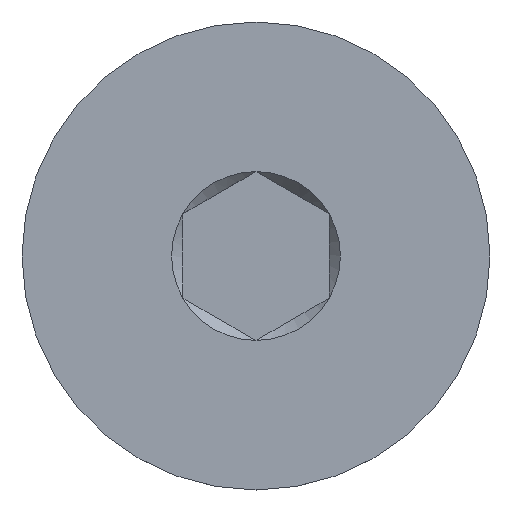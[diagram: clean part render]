
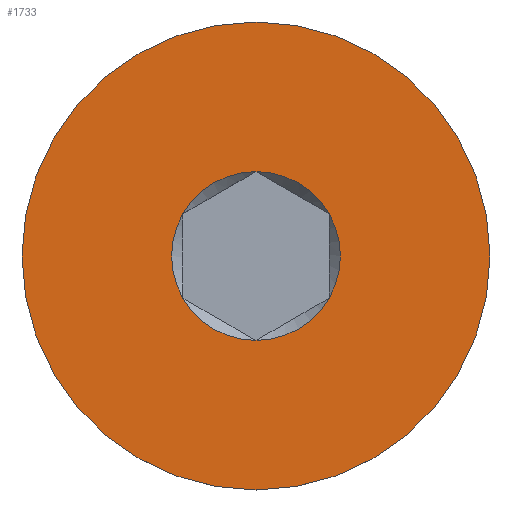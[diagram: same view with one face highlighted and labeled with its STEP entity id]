
A CAD part, top view. The second image highlights one B-rep face of the part: STEP entity #1733.
In plain terms, the highlighted planar face has unit normal (0, 0, 1).
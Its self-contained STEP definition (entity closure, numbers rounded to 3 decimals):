
#17=FACE_BOUND('',#294,.T.);
#18=PLANE('',#1863);
#197=FACE_OUTER_BOUND('',#293,.T.);
#293=EDGE_LOOP('',(#1363,#1364));
#294=EDGE_LOOP('',(#1365,#1366,#1367,#1368,#1369,#1370));
#319=CIRCLE('',#1854,2.887);
#320=CIRCLE('',#1856,8.);
#321=CIRCLE('',#1857,8.);
#326=CIRCLE('',#1864,2.887);
#327=CIRCLE('',#1865,2.887);
#328=CIRCLE('',#1866,2.887);
#329=CIRCLE('',#1867,2.887);
#330=CIRCLE('',#1868,2.887);
#747=VERTEX_POINT('',#11582);
#748=VERTEX_POINT('',#11583);
#749=VERTEX_POINT('',#11589);
#750=VERTEX_POINT('',#11590);
#756=VERTEX_POINT('',#11647);
#757=VERTEX_POINT('',#11649);
#758=VERTEX_POINT('',#11651);
#759=VERTEX_POINT('',#11653);
#1001=EDGE_CURVE('',#747,#748,#319,.T.);
#1002=EDGE_CURVE('',#749,#750,#320,.T.);
#1003=EDGE_CURVE('',#750,#749,#321,.T.);
#1012=EDGE_CURVE('',#748,#756,#326,.T.);
#1013=EDGE_CURVE('',#756,#757,#327,.T.);
#1014=EDGE_CURVE('',#757,#758,#328,.T.);
#1015=EDGE_CURVE('',#758,#759,#329,.T.);
#1016=EDGE_CURVE('',#759,#747,#330,.T.);
#1363=ORIENTED_EDGE('',*,*,#1002,.T.);
#1364=ORIENTED_EDGE('',*,*,#1003,.T.);
#1365=ORIENTED_EDGE('',*,*,#1012,.T.);
#1366=ORIENTED_EDGE('',*,*,#1013,.T.);
#1367=ORIENTED_EDGE('',*,*,#1014,.T.);
#1368=ORIENTED_EDGE('',*,*,#1015,.T.);
#1369=ORIENTED_EDGE('',*,*,#1016,.T.);
#1370=ORIENTED_EDGE('',*,*,#1001,.T.);
#1733=ADVANCED_FACE('',(#197,#17),#18,.F.);
#1854=AXIS2_PLACEMENT_3D('',#11587,#2126,#2127);
#1856=AXIS2_PLACEMENT_3D('',#11591,#2130,#2131);
#1857=AXIS2_PLACEMENT_3D('',#11592,#2132,#2133);
#1863=AXIS2_PLACEMENT_3D('',#11646,#2146,#2147);
#1864=AXIS2_PLACEMENT_3D('',#11648,#2148,#2149);
#1865=AXIS2_PLACEMENT_3D('',#11650,#2150,#2151);
#1866=AXIS2_PLACEMENT_3D('',#11652,#2152,#2153);
#1867=AXIS2_PLACEMENT_3D('',#11654,#2154,#2155);
#1868=AXIS2_PLACEMENT_3D('',#11655,#2156,#2157);
#2126=DIRECTION('center_axis',(0.,0.,-1.));
#2127=DIRECTION('ref_axis',(-1.,0.,0.));
#2130=DIRECTION('center_axis',(0.,0.,1.));
#2131=DIRECTION('ref_axis',(0.,-1.,0.));
#2132=DIRECTION('center_axis',(0.,0.,1.));
#2133=DIRECTION('ref_axis',(0.,-1.,0.));
#2146=DIRECTION('center_axis',(0.,0.,-1.));
#2147=DIRECTION('ref_axis',(0.,1.,0.));
#2148=DIRECTION('center_axis',(0.,0.,-1.));
#2149=DIRECTION('ref_axis',(-1.,0.,0.));
#2150=DIRECTION('center_axis',(0.,0.,-1.));
#2151=DIRECTION('ref_axis',(-1.,0.,0.));
#2152=DIRECTION('center_axis',(0.,0.,-1.));
#2153=DIRECTION('ref_axis',(-1.,0.,0.));
#2154=DIRECTION('center_axis',(0.,0.,-1.));
#2155=DIRECTION('ref_axis',(-1.,0.,0.));
#2156=DIRECTION('center_axis',(0.,0.,-1.));
#2157=DIRECTION('ref_axis',(-1.,0.,0.));
#11582=CARTESIAN_POINT('',(-2.5,-1.443,25.));
#11583=CARTESIAN_POINT('',(-2.5,1.443,25.));
#11587=CARTESIAN_POINT('Origin',(0.,0.,25.));
#11589=CARTESIAN_POINT('',(0.,-8.,25.));
#11590=CARTESIAN_POINT('',(0.,8.,25.));
#11591=CARTESIAN_POINT('Origin',(0.,0.,25.));
#11592=CARTESIAN_POINT('Origin',(0.,0.,25.));
#11646=CARTESIAN_POINT('Origin',(0.,0.,
25.));
#11647=CARTESIAN_POINT('',(0.,2.887,25.));
#11648=CARTESIAN_POINT('Origin',(0.,0.,25.));
#11649=CARTESIAN_POINT('',(2.5,1.443,25.));
#11650=CARTESIAN_POINT('Origin',(0.,0.,25.));
#11651=CARTESIAN_POINT('',(2.5,-1.443,25.));
#11652=CARTESIAN_POINT('Origin',(0.,0.,25.));
#11653=CARTESIAN_POINT('',(0.,-2.887,25.));
#11654=CARTESIAN_POINT('Origin',(0.,0.,25.));
#11655=CARTESIAN_POINT('Origin',(0.,0.,25.));
